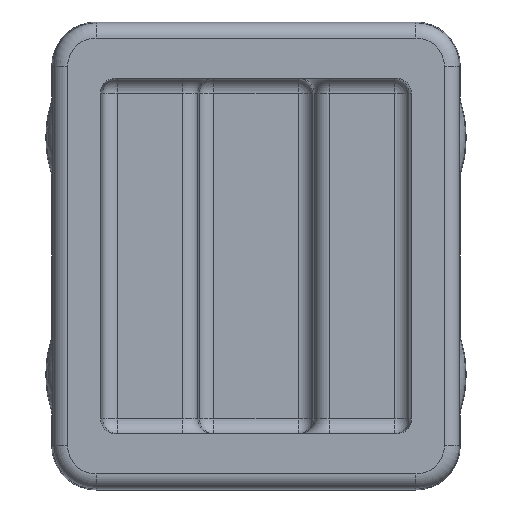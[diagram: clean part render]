
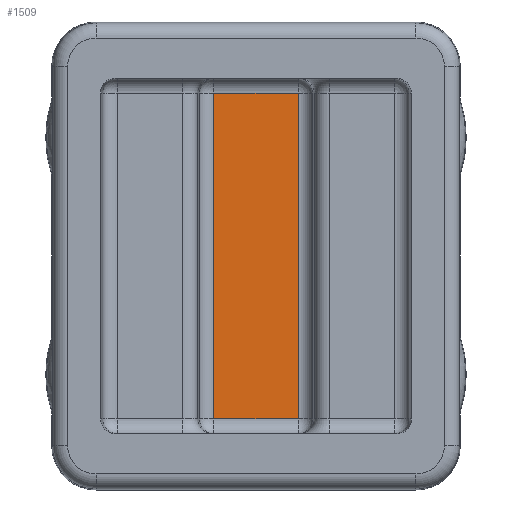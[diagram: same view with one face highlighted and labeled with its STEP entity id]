
A CAD part, front view. The second image highlights one B-rep face of the part: STEP entity #1509.
In plain terms, the highlighted planar face has unit normal (0, -1, 0).
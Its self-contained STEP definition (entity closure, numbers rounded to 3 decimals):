
#1 = CARTESIAN_POINT ( 'NONE',  ( -1.421, 1., -5.5 ) ) ;
#43 = ORIENTED_EDGE ( 'NONE', *, *, #1549, .T. ) ;
#148 = PLANE ( 'NONE',  #487 ) ;
#290 = EDGE_CURVE ( 'NONE', #1391, #1321, #1495, .T. ) ;
#362 = CARTESIAN_POINT ( 'NONE',  ( -1.394, 1., 5.5 ) ) ;
#426 = LINE ( 'NONE', #2110, #429 ) ;
#429 = VECTOR ( 'NONE', #2281, 1000. ) ;
#464 = EDGE_CURVE ( 'NONE', #2353, #2276, #1366, .T. ) ;
#487 = AXIS2_PLACEMENT_3D ( 'NONE', #1106, #898, #1496 ) ;
#557 = VECTOR ( 'NONE', #734, 1000. ) ;
#564 = EDGE_LOOP ( 'NONE', ( #43, #1566, #2436, #1767 ) ) ;
#576 = LINE ( 'NONE', #1863, #557 ) ;
#666 = FACE_OUTER_BOUND ( 'NONE', #564, .T. ) ;
#734 = DIRECTION ( 'NONE',  ( 0., 0., -1. ) ) ;
#784 = DIRECTION ( 'NONE',  ( 1., 0., 0. ) ) ;
#898 = DIRECTION ( 'NONE',  ( 0., 1., 0. ) ) ;
#949 = CARTESIAN_POINT ( 'NONE',  ( 1.421, 1., -5.5 ) ) ;
#1106 = CARTESIAN_POINT ( 'NONE',  ( -1.895, 1., -6. ) ) ;
#1110 = CARTESIAN_POINT ( 'NONE',  ( -1.421, 1., 5.5 ) ) ;
#1321 = VERTEX_POINT ( 'NONE', #1110 ) ;
#1362 = VECTOR ( 'NONE', #784, 1000. ) ;
#1366 = LINE ( 'NONE', #1550, #1362 ) ;
#1391 = VERTEX_POINT ( 'NONE', #1870 ) ;
#1395 = DIRECTION ( 'NONE',  ( -1., 0., 0. ) ) ;
#1470 = VECTOR ( 'NONE', #1395, 1000. ) ;
#1495 = LINE ( 'NONE', #362, #1470 ) ;
#1496 = DIRECTION ( 'NONE',  ( -1., 0., 0. ) ) ;
#1509 = ADVANCED_FACE ( 'NONE', ( #666 ), #148, .F. ) ;
#1549 = EDGE_CURVE ( 'NONE', #1321, #2353, #576, .T. ) ;
#1550 = CARTESIAN_POINT ( 'NONE',  ( -1.895, 1., -5.5 ) ) ;
#1566 = ORIENTED_EDGE ( 'NONE', *, *, #464, .T. ) ;
#1735 = EDGE_CURVE ( 'NONE', #2276, #1391, #426, .T. ) ;
#1767 = ORIENTED_EDGE ( 'NONE', *, *, #290, .T. ) ;
#1863 = CARTESIAN_POINT ( 'NONE',  ( -1.421, 1., -5.5 ) ) ;
#1870 = CARTESIAN_POINT ( 'NONE',  ( 1.421, 1., 5.5 ) ) ;
#2110 = CARTESIAN_POINT ( 'NONE',  ( 1.421, 1., 5.5 ) ) ;
#2276 = VERTEX_POINT ( 'NONE', #949 ) ;
#2281 = DIRECTION ( 'NONE',  ( 0., 0., 1. ) ) ;
#2353 = VERTEX_POINT ( 'NONE', #1 ) ;
#2436 = ORIENTED_EDGE ( 'NONE', *, *, #1735, .T. ) ;
